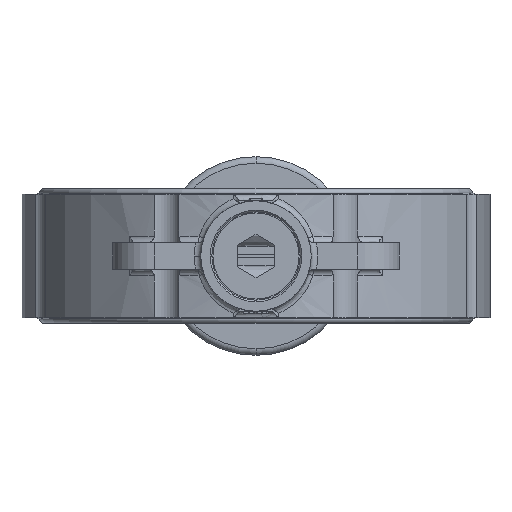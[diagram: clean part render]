
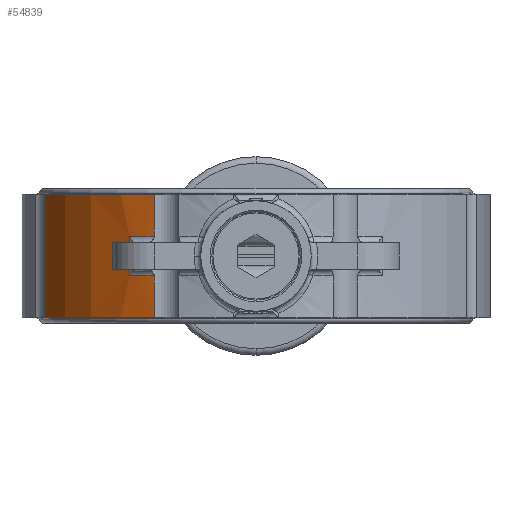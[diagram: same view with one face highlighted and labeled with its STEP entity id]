
A CAD part, front view. The second image highlights one B-rep face of the part: STEP entity #54839.
In plain terms, the highlighted cylindrical face has radius 106 mm (diameter 212 mm), a partial arc.
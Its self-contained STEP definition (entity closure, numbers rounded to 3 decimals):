
#151 = CARTESIAN_POINT ( 'NONE',  ( 0., 0., 87.318 ) ) ;
#3475 = VERTEX_POINT ( 'NONE', #63516 ) ;
#4741 = DIRECTION ( 'NONE',  ( 0., 0., 1. ) ) ;
#6301 = ORIENTED_EDGE ( 'NONE', *, *, #11074, .F. ) ;
#7102 = VERTEX_POINT ( 'NONE', #63815 ) ;
#7185 = VECTOR ( 'NONE', #52889, 1000. ) ;
#7278 = VERTEX_POINT ( 'NONE', #39291 ) ;
#7931 = CYLINDRICAL_SURFACE ( 'NONE', #59673, 106. ) ;
#8206 = CARTESIAN_POINT ( 'NONE',  ( -46.079, -95.461, 0. ) ) ;
#8436 = EDGE_CURVE ( 'NONE', #3475, #8814, #55072, .T. ) ;
#8814 = VERTEX_POINT ( 'NONE', #21539 ) ;
#10744 = DIRECTION ( 'NONE',  ( 0., 0., -1. ) ) ;
#10810 = DIRECTION ( 'NONE',  ( 0., 0., -1. ) ) ;
#11074 = EDGE_CURVE ( 'NONE', #38082, #8814, #21354, .T. ) ;
#11389 = EDGE_CURVE ( 'NONE', #31861, #7278, #16331, .T. ) ;
#12691 = AXIS2_PLACEMENT_3D ( 'NONE', #16747, #54110, #22061 ) ;
#12892 = EDGE_LOOP ( 'NONE', ( #29541, #31787, #14786, #21585, #51776, #6301, #28892, #29555 ) ) ;
#13273 = CARTESIAN_POINT ( 'NONE',  ( -95.461, -46.079, 0. ) ) ;
#13867 = EDGE_CURVE ( 'NONE', #67136, #38082, #56810, .T. ) ;
#14057 = DIRECTION ( 'NONE',  ( 0., 0., -1. ) ) ;
#14786 = ORIENTED_EDGE ( 'NONE', *, *, #11389, .T. ) ;
#15291 = VERTEX_POINT ( 'NONE', #17009 ) ;
#16331 = CIRCLE ( 'NONE', #43029, 106. ) ;
#16747 = CARTESIAN_POINT ( 'NONE',  ( 0., 0., 28. ) ) ;
#17009 = CARTESIAN_POINT ( 'NONE',  ( -46.079, -95.461, -28. ) ) ;
#17412 = CIRCLE ( 'NONE', #41199, 106. ) ;
#19926 = EDGE_CURVE ( 'NONE', #7102, #67136, #44445, .T. ) ;
#21153 = EDGE_CURVE ( 'NONE', #15291, #7102, #17412, .T. ) ;
#21354 = LINE ( 'NONE', #47544, #7185 ) ;
#21539 = CARTESIAN_POINT ( 'NONE',  ( -46.079, -95.461, 9. ) ) ;
#21585 = ORIENTED_EDGE ( 'NONE', *, *, #46921, .T. ) ;
#22061 = DIRECTION ( 'NONE',  ( -1., 0., 0. ) ) ;
#26651 = DIRECTION ( 'NONE',  ( 0., 0., 1. ) ) ;
#28892 = ORIENTED_EDGE ( 'NONE', *, *, #13867, .F. ) ;
#29541 = ORIENTED_EDGE ( 'NONE', *, *, #21153, .F. ) ;
#29555 = ORIENTED_EDGE ( 'NONE', *, *, #19926, .F. ) ;
#31290 = CARTESIAN_POINT ( 'NONE',  ( -46.079, -95.461, 28. ) ) ;
#31345 = CARTESIAN_POINT ( 'NONE',  ( -57.269, -89.198, 87.318 ) ) ;
#31787 = ORIENTED_EDGE ( 'NONE', *, *, #36768, .F. ) ;
#31861 = VERTEX_POINT ( 'NONE', #57537 ) ;
#31944 = DIRECTION ( 'NONE',  ( 0., 0., 1. ) ) ;
#32408 = DIRECTION ( 'NONE',  ( 1., 0., 0. ) ) ;
#36768 = EDGE_CURVE ( 'NONE', #31861, #15291, #69365, .T. ) ;
#38082 = VERTEX_POINT ( 'NONE', #31290 ) ;
#39291 = CARTESIAN_POINT ( 'NONE',  ( -57.269, -89.198, -9. ) ) ;
#41199 = AXIS2_PLACEMENT_3D ( 'NONE', #42771, #10744, #48110 ) ;
#41395 = FACE_OUTER_BOUND ( 'NONE', #12892, .T. ) ;
#42420 = CARTESIAN_POINT ( 'NONE',  ( -95.461, -46.079, 28. ) ) ;
#42771 = CARTESIAN_POINT ( 'NONE',  ( 0., 0., -28. ) ) ;
#42776 = VECTOR ( 'NONE', #50639, 1000. ) ;
#42849 = CARTESIAN_POINT ( 'NONE',  ( 0., 0., -9. ) ) ;
#43029 = AXIS2_PLACEMENT_3D ( 'NONE', #42849, #10810, #48187 ) ;
#44445 = LINE ( 'NONE', #13273, #42776 ) ;
#46921 = EDGE_CURVE ( 'NONE', #7278, #3475, #62901, .T. ) ;
#47544 = CARTESIAN_POINT ( 'NONE',  ( -46.079, -95.461, 0. ) ) ;
#48110 = DIRECTION ( 'NONE',  ( 1., 0., 0. ) ) ;
#48187 = DIRECTION ( 'NONE',  ( 1., 0., 0. ) ) ;
#50639 = DIRECTION ( 'NONE',  ( 0., 0., 1. ) ) ;
#51776 = ORIENTED_EDGE ( 'NONE', *, *, #8436, .T. ) ;
#52889 = DIRECTION ( 'NONE',  ( 0., 0., -1. ) ) ;
#53445 = VECTOR ( 'NONE', #14057, 1000. ) ;
#54110 = DIRECTION ( 'NONE',  ( 0., 0., 1. ) ) ;
#54839 = ADVANCED_FACE ( 'NONE', ( #41395 ), #7931, .T. ) ;
#54925 = AXIS2_PLACEMENT_3D ( 'NONE', #58674, #26651, #64055 ) ;
#55072 = CIRCLE ( 'NONE', #54925, 106. ) ;
#56810 = CIRCLE ( 'NONE', #12691, 106. ) ;
#57537 = CARTESIAN_POINT ( 'NONE',  ( -46.079, -95.461, -9. ) ) ;
#58674 = CARTESIAN_POINT ( 'NONE',  ( 0., 0., 9. ) ) ;
#59673 = AXIS2_PLACEMENT_3D ( 'NONE', #151, #31944, #32408 ) ;
#61240 = VECTOR ( 'NONE', #4741, 1000. ) ;
#62901 = LINE ( 'NONE', #31345, #61240 ) ;
#63516 = CARTESIAN_POINT ( 'NONE',  ( -57.269, -89.198, 9. ) ) ;
#63815 = CARTESIAN_POINT ( 'NONE',  ( -95.461, -46.079, -28. ) ) ;
#64055 = DIRECTION ( 'NONE',  ( 1., 0., 0. ) ) ;
#67136 = VERTEX_POINT ( 'NONE', #42420 ) ;
#69365 = LINE ( 'NONE', #8206, #53445 ) ;
